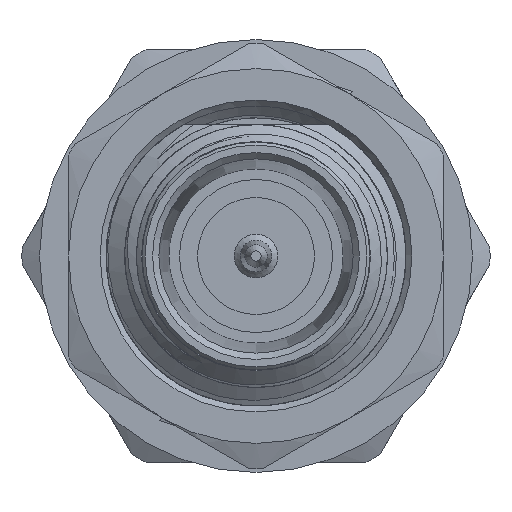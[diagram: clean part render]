
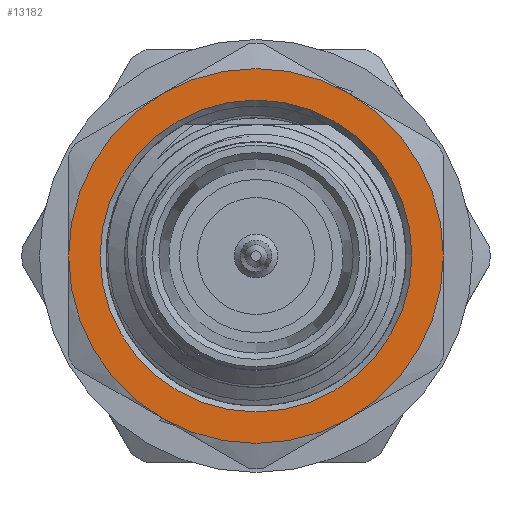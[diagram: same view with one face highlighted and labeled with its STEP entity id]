
A CAD part, left-side view. The second image highlights one B-rep face of the part: STEP entity #13182.
In plain terms, the highlighted planar face has unit normal (-1, 0, 0).
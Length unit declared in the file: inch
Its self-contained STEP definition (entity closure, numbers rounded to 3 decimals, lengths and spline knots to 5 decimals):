
#40 = CIRCLE ( 'NONE', #222, 0.3125 ) ;
#222 = AXIS2_PLACEMENT_3D ( 'NONE', #3122, #1865, #9836 ) ;
#410 = ORIENTED_EDGE ( 'NONE', *, *, #4008, .T. ) ;
#633 = AXIS2_PLACEMENT_3D ( 'NONE', #8410, #15645, #10178 ) ;
#808 = CARTESIAN_POINT ( 'NONE',  ( 0.4907, 0., 0. ) ) ;
#873 = EDGE_CURVE ( 'NONE', #4296, #10845, #11686, .T. ) ;
#974 = DIRECTION ( 'NONE',  ( 0., 0., 1. ) ) ;
#1091 = CARTESIAN_POINT ( 'NONE',  ( 0.4907, 0., 0. ) ) ;
#1449 = CARTESIAN_POINT ( 'NONE',  ( 0.4907, 0.15625, -0.27063 ) ) ;
#1815 = AXIS2_PLACEMENT_3D ( 'NONE', #808, #2319, #11916 ) ;
#1827 = ORIENTED_EDGE ( 'NONE', *, *, #5230, .T. ) ;
#1833 = DIRECTION ( 'NONE',  ( 0., 0., 1. ) ) ;
#1865 = DIRECTION ( 'NONE',  ( -1., 0., 0. ) ) ;
#2310 = ORIENTED_EDGE ( 'NONE', *, *, #11357, .T. ) ;
#2319 = DIRECTION ( 'NONE',  ( 1., 0., 0. ) ) ;
#2719 = CARTESIAN_POINT ( 'NONE',  ( 0.4907, -0.15625, 0.27063 ) ) ;
#3122 = CARTESIAN_POINT ( 'NONE',  ( 0.4907, 0., 0. ) ) ;
#3512 = PLANE ( 'NONE',  #7797 ) ;
#3662 = CIRCLE ( 'NONE', #633, 0.3125 ) ;
#4008 = EDGE_CURVE ( 'NONE', #4388, #4296, #40, .T. ) ;
#4046 = DIRECTION ( 'NONE',  ( -1., 0., 0. ) ) ;
#4296 = VERTEX_POINT ( 'NONE', #15794 ) ;
#4388 = VERTEX_POINT ( 'NONE', #2719 ) ;
#4822 = DIRECTION ( 'NONE',  ( -1., 0., 0. ) ) ;
#4907 = DIRECTION ( 'NONE',  ( 0., 0., 1. ) ) ;
#4931 = CARTESIAN_POINT ( 'NONE',  ( 0.4907, 0., 0. ) ) ;
#5173 = CIRCLE ( 'NONE', #5872, 0.3125 ) ;
#5230 = EDGE_CURVE ( 'NONE', #10570, #4388, #9042, .T. ) ;
#5642 = CIRCLE ( 'NONE', #1815, 0.26 ) ;
#5872 = AXIS2_PLACEMENT_3D ( 'NONE', #4931, #4822, #8788 ) ;
#5930 = EDGE_CURVE ( 'NONE', #10845, #9795, #3662, .T. ) ;
#6402 = DIRECTION ( 'NONE',  ( -1., 0., 0. ) ) ;
#6701 = FACE_BOUND ( 'NONE', #10791, .T. ) ;
#6788 = CARTESIAN_POINT ( 'NONE',  ( 0.4907, -0.3125, 0. ) ) ;
#7578 = CIRCLE ( 'NONE', #15238, 0.3125 ) ;
#7602 = ORIENTED_EDGE ( 'NONE', *, *, #12096, .T. ) ;
#7726 = CARTESIAN_POINT ( 'NONE',  ( 0.4907, 0., 0. ) ) ;
#7797 = AXIS2_PLACEMENT_3D ( 'NONE', #7726, #13093, #4907 ) ;
#8410 = CARTESIAN_POINT ( 'NONE',  ( 0.4907, 0., 0. ) ) ;
#8788 = DIRECTION ( 'NONE',  ( 0., 0., 1. ) ) ;
#9042 = CIRCLE ( 'NONE', #12306, 0.3125 ) ;
#9563 = CARTESIAN_POINT ( 'NONE',  ( 0.4907, 0., 0.26 ) ) ;
#9795 = VERTEX_POINT ( 'NONE', #1449 ) ;
#9836 = DIRECTION ( 'NONE',  ( 0., 0., 1. ) ) ;
#10178 = DIRECTION ( 'NONE',  ( 0., 0., 1. ) ) ;
#10347 = ORIENTED_EDGE ( 'NONE', *, *, #5930, .T. ) ;
#10570 = VERTEX_POINT ( 'NONE', #6788 ) ;
#10791 = EDGE_LOOP ( 'NONE', ( #7602 ) ) ;
#10845 = VERTEX_POINT ( 'NONE', #14570 ) ;
#11357 = EDGE_CURVE ( 'NONE', #11981, #10570, #7578, .T. ) ;
#11686 = CIRCLE ( 'NONE', #15985, 0.3125 ) ;
#11916 = DIRECTION ( 'NONE',  ( 0., 0., 1. ) ) ;
#11981 = VERTEX_POINT ( 'NONE', #17385 ) ;
#12096 = EDGE_CURVE ( 'NONE', #15845, #15845, #5642, .T. ) ;
#12198 = CARTESIAN_POINT ( 'NONE',  ( 0.4907, 0., 0. ) ) ;
#12306 = AXIS2_PLACEMENT_3D ( 'NONE', #12668, #12786, #1833 ) ;
#12668 = CARTESIAN_POINT ( 'NONE',  ( 0.4907, 0., 0. ) ) ;
#12786 = DIRECTION ( 'NONE',  ( -1., 0., 0. ) ) ;
#13093 = DIRECTION ( 'NONE',  ( -1., 0., 0. ) ) ;
#13128 = ORIENTED_EDGE ( 'NONE', *, *, #873, .T. ) ;
#13182 = ADVANCED_FACE ( 'NONE', ( #6701, #13319 ), #3512, .T. ) ;
#13319 = FACE_OUTER_BOUND ( 'NONE', #17533, .T. ) ;
#13655 = ORIENTED_EDGE ( 'NONE', *, *, #15404, .T. ) ;
#14570 = CARTESIAN_POINT ( 'NONE',  ( 0.4907, 0.3125, 0. ) ) ;
#15238 = AXIS2_PLACEMENT_3D ( 'NONE', #12198, #4046, #16332 ) ;
#15404 = EDGE_CURVE ( 'NONE', #9795, #11981, #5173, .T. ) ;
#15645 = DIRECTION ( 'NONE',  ( -1., 0., 0. ) ) ;
#15794 = CARTESIAN_POINT ( 'NONE',  ( 0.4907, 0.15625, 0.27063 ) ) ;
#15845 = VERTEX_POINT ( 'NONE', #9563 ) ;
#15985 = AXIS2_PLACEMENT_3D ( 'NONE', #1091, #6402, #974 ) ;
#16332 = DIRECTION ( 'NONE',  ( 0., 0., 1. ) ) ;
#17385 = CARTESIAN_POINT ( 'NONE',  ( 0.4907, -0.15625, -0.27063 ) ) ;
#17533 = EDGE_LOOP ( 'NONE', ( #410, #13128, #10347, #13655, #2310, #1827 ) ) ;
